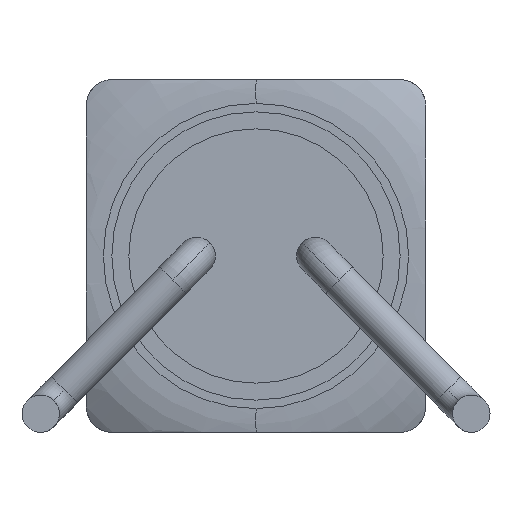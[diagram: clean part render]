
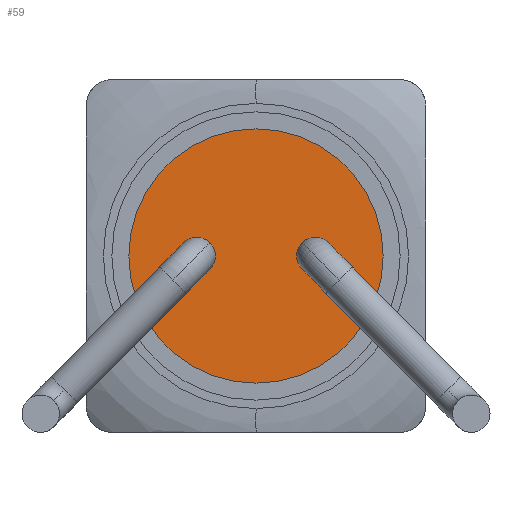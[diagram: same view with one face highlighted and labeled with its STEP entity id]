
A CAD part, front view. The second image highlights one B-rep face of the part: STEP entity #59.
In plain terms, the highlighted planar face has unit normal (0, -1, 0).
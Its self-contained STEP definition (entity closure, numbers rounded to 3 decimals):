
#21 = EDGE_CURVE('',#22,#24,#26,.T.);
#22 = VERTEX_POINT('',#23);
#23 = CARTESIAN_POINT('',(-0.75,-2.,1.04));
#24 = VERTEX_POINT('',#25);
#25 = CARTESIAN_POINT('',(0.75,-2.,1.04));
#26 = CIRCLE('',#27,0.75);
#27 = AXIS2_PLACEMENT_3D('',#28,#29,#30);
#28 = CARTESIAN_POINT('',(0.,-2.,1.04));
#29 = DIRECTION('',(0.,-1.,0.));
#30 = DIRECTION('',(1.,0.,0.));
#59 = ADVANCED_FACE('',(#60,#70,#90),#110,.T.);
#60 = FACE_BOUND('',#61,.T.);
#61 = EDGE_LOOP('',(#62,#63));
#62 = ORIENTED_EDGE('',*,*,#21,.T.);
#63 = ORIENTED_EDGE('',*,*,#64,.T.);
#64 = EDGE_CURVE('',#24,#22,#65,.T.);
#65 = CIRCLE('',#66,0.75);
#66 = AXIS2_PLACEMENT_3D('',#67,#68,#69);
#67 = CARTESIAN_POINT('',(0.,-2.,1.04));
#68 = DIRECTION('',(0.,-1.,0.));
#69 = DIRECTION('',(1.,0.,0.));
#70 = FACE_BOUND('',#71,.T.);
#71 = EDGE_LOOP('',(#72,#83));
#72 = ORIENTED_EDGE('',*,*,#73,.F.);
#73 = EDGE_CURVE('',#74,#76,#78,.T.);
#74 = VERTEX_POINT('',#75);
#75 = CARTESIAN_POINT('',(-0.24,-2.,1.04));
#76 = VERTEX_POINT('',#77);
#77 = CARTESIAN_POINT('',(-0.46,-2.,1.04));
#78 = CIRCLE('',#79,0.11);
#79 = AXIS2_PLACEMENT_3D('',#80,#81,#82);
#80 = CARTESIAN_POINT('',(-0.35,-2.,1.04));
#81 = DIRECTION('',(0.,-1.,0.));
#82 = DIRECTION('',(1.,0.,0.));
#83 = ORIENTED_EDGE('',*,*,#84,.F.);
#84 = EDGE_CURVE('',#76,#74,#85,.T.);
#85 = CIRCLE('',#86,0.11);
#86 = AXIS2_PLACEMENT_3D('',#87,#88,#89);
#87 = CARTESIAN_POINT('',(-0.35,-2.,1.04));
#88 = DIRECTION('',(0.,-1.,0.));
#89 = DIRECTION('',(1.,0.,0.));
#90 = FACE_BOUND('',#91,.T.);
#91 = EDGE_LOOP('',(#92,#103));
#92 = ORIENTED_EDGE('',*,*,#93,.T.);
#93 = EDGE_CURVE('',#94,#96,#98,.T.);
#94 = VERTEX_POINT('',#95);
#95 = CARTESIAN_POINT('',(0.24,-2.,1.04));
#96 = VERTEX_POINT('',#97);
#97 = CARTESIAN_POINT('',(0.46,-2.,1.04));
#98 = CIRCLE('',#99,0.11);
#99 = AXIS2_PLACEMENT_3D('',#100,#101,#102);
#100 = CARTESIAN_POINT('',(0.35,-2.,1.04));
#101 = DIRECTION('',(0.,1.,0.));
#102 = DIRECTION('',(-1.,0.,0.));
#103 = ORIENTED_EDGE('',*,*,#104,.T.);
#104 = EDGE_CURVE('',#96,#94,#105,.T.);
#105 = CIRCLE('',#106,0.11);
#106 = AXIS2_PLACEMENT_3D('',#107,#108,#109);
#107 = CARTESIAN_POINT('',(0.35,-2.,1.04));
#108 = DIRECTION('',(0.,1.,0.));
#109 = DIRECTION('',(-1.,0.,0.));
#110 = PLANE('',#111);
#111 = AXIS2_PLACEMENT_3D('',#112,#113,#114);
#112 = CARTESIAN_POINT('',(0.,-2.,1.04));
#113 = DIRECTION('',(0.,-1.,0.));
#114 = DIRECTION('',(1.,0.,0.));
